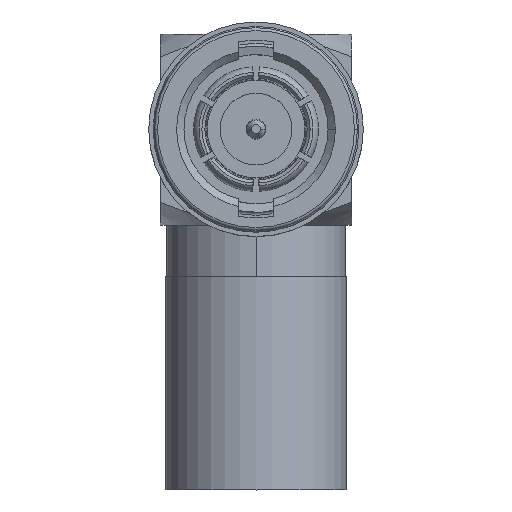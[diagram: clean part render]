
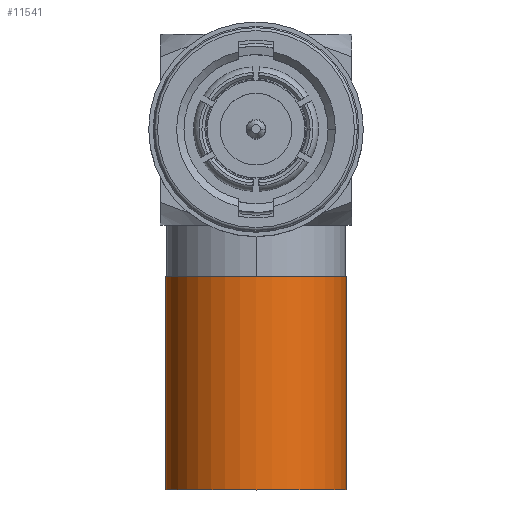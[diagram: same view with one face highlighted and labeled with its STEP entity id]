
A CAD part, top view. The second image highlights one B-rep face of the part: STEP entity #11541.
In plain terms, the highlighted cylindrical face has radius 6.125 mm (diameter 12.25 mm), a partial arc.
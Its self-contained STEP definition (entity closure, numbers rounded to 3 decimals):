
#294 = DIRECTION ( 'NONE',  ( 0., 1., 0. ) ) ;
#1516 = ORIENTED_EDGE ( 'NONE', *, *, #13500, .F. ) ;
#2173 = CARTESIAN_POINT ( 'NONE',  ( -6.125, -9.582, -23.2 ) ) ;
#3150 = DIRECTION ( 'NONE',  ( 1., 0., 0. ) ) ;
#3322 = CARTESIAN_POINT ( 'NONE',  ( 0., -9.582, -23.2 ) ) ;
#3487 = DIRECTION ( 'NONE',  ( 1., 0., 0. ) ) ;
#3597 = VECTOR ( 'NONE', #12934, 1000. ) ;
#4046 = LINE ( 'NONE', #10221, #6393 ) ;
#4230 = FACE_OUTER_BOUND ( 'NONE', #13070, .T. ) ;
#4433 = CARTESIAN_POINT ( 'NONE',  ( 0., -24.5, -23.2 ) ) ;
#4776 = VERTEX_POINT ( 'NONE', #9795 ) ;
#6393 = VECTOR ( 'NONE', #11508, 1000. ) ;
#6417 = CIRCLE ( 'NONE', #11674, 6.125 ) ;
#6427 = AXIS2_PLACEMENT_3D ( 'NONE', #3322, #7500, #3487 ) ;
#6786 = CARTESIAN_POINT ( 'NONE',  ( 6.125, -10., -23.2 ) ) ;
#7500 = DIRECTION ( 'NONE',  ( 0., 1., 0. ) ) ;
#8190 = CIRCLE ( 'NONE', #13917, 6.125 ) ;
#8497 = CARTESIAN_POINT ( 'NONE',  ( -6.125, -10., -23.2 ) ) ;
#9795 = CARTESIAN_POINT ( 'NONE',  ( 6.125, -24.5, -23.2 ) ) ;
#10056 = CYLINDRICAL_SURFACE ( 'NONE', #6427, 6.125 ) ;
#10221 = CARTESIAN_POINT ( 'NONE',  ( 6.125, -9.582, -23.2 ) ) ;
#10330 = ORIENTED_EDGE ( 'NONE', *, *, #13998, .T. ) ;
#10461 = DIRECTION ( 'NONE',  ( 0., 1., 0. ) ) ;
#10590 = CARTESIAN_POINT ( 'NONE',  ( 0., -10., -23.2 ) ) ;
#11192 = EDGE_CURVE ( 'NONE', #11957, #16336, #16309, .T. ) ;
#11508 = DIRECTION ( 'NONE',  ( 0., 1., 0. ) ) ;
#11541 = ADVANCED_FACE ( 'NONE', ( #4230 ), #10056, .T. ) ;
#11674 = AXIS2_PLACEMENT_3D ( 'NONE', #4433, #294, #3150 ) ;
#11957 = VERTEX_POINT ( 'NONE', #13899 ) ;
#12934 = DIRECTION ( 'NONE',  ( 0., 1., 0. ) ) ;
#13070 = EDGE_LOOP ( 'NONE', ( #14040, #15283, #10330, #1516 ) ) ;
#13500 = EDGE_CURVE ( 'NONE', #16336, #14195, #8190, .T. ) ;
#13855 = EDGE_CURVE ( 'NONE', #11957, #4776, #6417, .T. ) ;
#13899 = CARTESIAN_POINT ( 'NONE',  ( -6.125, -24.5, -23.2 ) ) ;
#13917 = AXIS2_PLACEMENT_3D ( 'NONE', #10590, #10461, #14616 ) ;
#13998 = EDGE_CURVE ( 'NONE', #4776, #14195, #4046, .T. ) ;
#14040 = ORIENTED_EDGE ( 'NONE', *, *, #11192, .F. ) ;
#14195 = VERTEX_POINT ( 'NONE', #6786 ) ;
#14616 = DIRECTION ( 'NONE',  ( 1., 0., 0. ) ) ;
#15283 = ORIENTED_EDGE ( 'NONE', *, *, #13855, .T. ) ;
#16309 = LINE ( 'NONE', #2173, #3597 ) ;
#16336 = VERTEX_POINT ( 'NONE', #8497 ) ;
